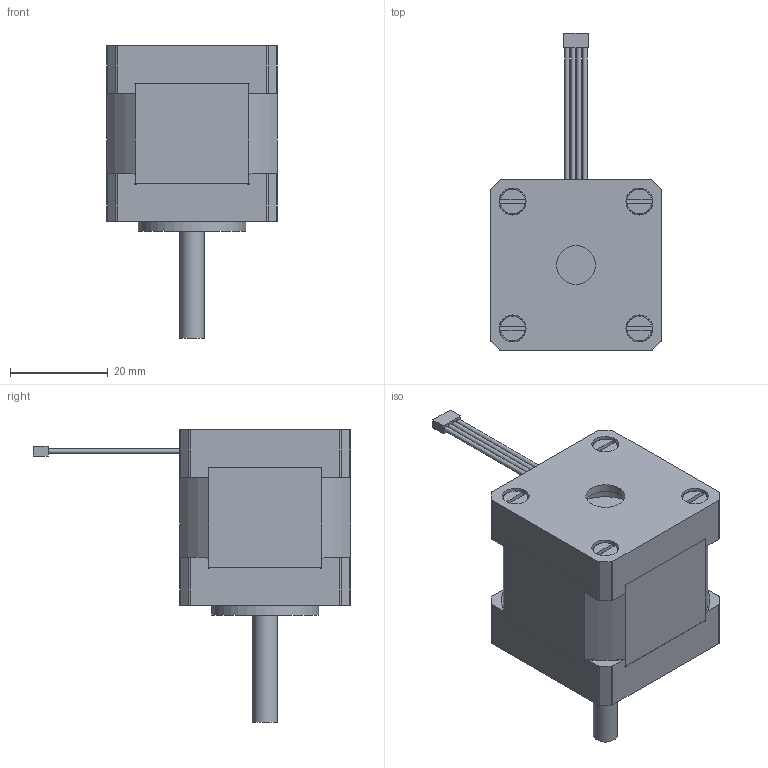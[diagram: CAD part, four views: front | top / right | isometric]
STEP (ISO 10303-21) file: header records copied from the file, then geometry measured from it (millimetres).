
FILE_DESCRIPTION(/* description */ (''),/* implementation_level */ '2;1');
FILE_NAME(/* name */ 'ST3518M1004-A.stp',/* time_stamp */ '2017-02-16T11:42:04+01:00',/* author */ ('schneid_cad'),/* organization */ (''),/* preprocessor_version */ 'ST-DEVELOPER v16.5',/* originating_system */ 'Autodesk Inventor 2017',/* authorisation */ '');
FILE_SCHEMA (('AUTOMOTIVE_DESIGN { 1 0 10303 214 3 1 1 }'));
Length unit declared in the file: millimetre
Products named in the file (1): ST3518M1004-A
Bounding box: 35 x 65 x 60 mm (x, y, z)
Volume: 34541 mm3; surface area: 16396.1 mm2
Topology: 9 solids, 9 shells, 216 faces, 526 edges, 348 vertices
Faces by surface type: plane 124, cylinder 62, cone 21, torus 9
Full cylindrical faces by diameter (mm): 1 x4, 2.459 x4, 2.693 x4, 3 x4, 3.2 x4, 5 x1, 5.5 x4, 8 x2, 15 x1, 17 x2, 21 x2, 22 x1, 24 x1
Entity records: 6357 total; most frequent: DIRECTION 1084, CARTESIAN_POINT 1047, ORIENTED_EDGE 936, EDGE_CURVE 468, AXIS2_PLACEMENT_3D 407, VERTEX_POINT 338, EDGE_LOOP 304, LINE 270
